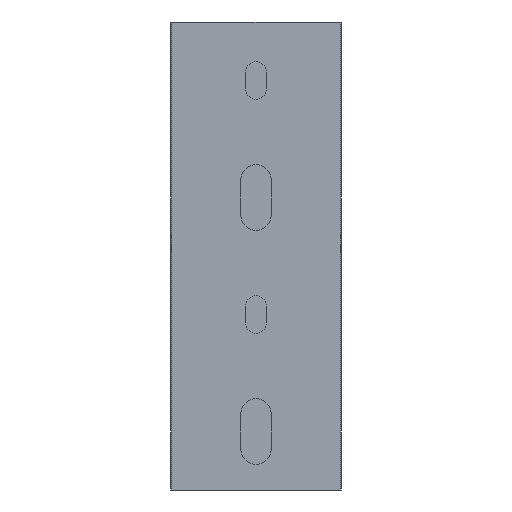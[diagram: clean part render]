
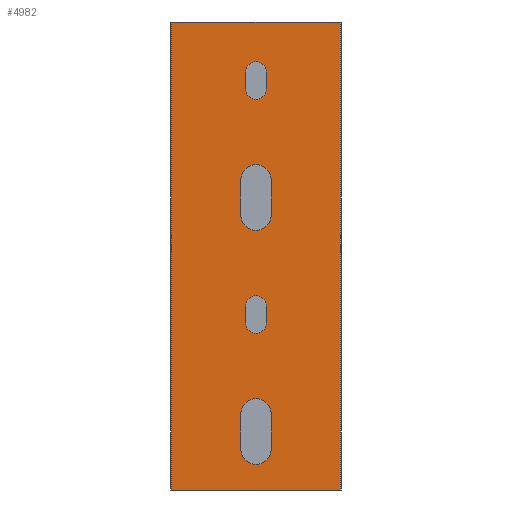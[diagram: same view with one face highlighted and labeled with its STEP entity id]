
A CAD part, front view. The second image highlights one B-rep face of the part: STEP entity #4982.
In plain terms, the highlighted planar face has unit normal (0, -1, 0).
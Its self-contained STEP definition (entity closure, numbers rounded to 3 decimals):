
#1243=DIRECTION('',(1.,0.,0.));
#1244=VECTOR('',#1243,35.9);
#1245=CARTESIAN_POINT('',(-17.95,0.,100.));
#1246=LINE('',#1245,#1244);
#1247=DIRECTION('',(0.,0.,1.));
#1248=VECTOR('',#1247,100.);
#1249=CARTESIAN_POINT('',(17.95,0.,0.));
#1250=LINE('',#1249,#1248);
#1251=DIRECTION('',(-1.,0.,0.));
#1252=VECTOR('',#1251,35.9);
#1253=CARTESIAN_POINT('',(17.95,0.,0.));
#1254=LINE('',#1253,#1252);
#1255=DIRECTION('',(0.,0.,1.));
#1256=VECTOR('',#1255,100.);
#1257=CARTESIAN_POINT('',(-17.95,0.,0.));
#1258=LINE('',#1257,#1256);
#1259=CARTESIAN_POINT('',(0.,0.,8.75));
#1260=DIRECTION('',(0.,1.,0.));
#1261=DIRECTION('',(1.,0.,0.));
#1262=AXIS2_PLACEMENT_3D('',#1259,#1260,#1261);
#1264=DIRECTION('',(0.,0.,-1.));
#1265=VECTOR('',#1264,7.5);
#1266=CARTESIAN_POINT('',(3.25,0.,16.25));
#1267=LINE('',#1266,#1265);
#1268=CARTESIAN_POINT('',(0.,0.,16.25));
#1269=DIRECTION('',(0.,1.,0.));
#1270=DIRECTION('',(-1.,0.,0.));
#1271=AXIS2_PLACEMENT_3D('',#1268,#1269,#1270);
#1273=DIRECTION('',(0.,0.,1.));
#1274=VECTOR('',#1273,7.5);
#1275=CARTESIAN_POINT('',(-3.25,0.,8.75));
#1276=LINE('',#1275,#1274);
#1277=CARTESIAN_POINT('',(0.,0.,35.75));
#1278=DIRECTION('',(0.,1.,0.));
#1279=DIRECTION('',(1.,0.,0.));
#1280=AXIS2_PLACEMENT_3D('',#1277,#1278,#1279);
#1282=DIRECTION('',(0.,0.,-1.));
#1283=VECTOR('',#1282,3.5);
#1284=CARTESIAN_POINT('',(2.25,0.,39.25));
#1285=LINE('',#1284,#1283);
#1286=CARTESIAN_POINT('',(0.,0.,39.25));
#1287=DIRECTION('',(0.,1.,0.));
#1288=DIRECTION('',(-1.,0.,0.));
#1289=AXIS2_PLACEMENT_3D('',#1286,#1287,#1288);
#1291=DIRECTION('',(0.,0.,1.));
#1292=VECTOR('',#1291,3.5);
#1293=CARTESIAN_POINT('',(-2.25,0.,35.75));
#1294=LINE('',#1293,#1292);
#1295=CARTESIAN_POINT('',(0.,0.,58.75));
#1296=DIRECTION('',(0.,1.,0.));
#1297=DIRECTION('',(1.,0.,0.));
#1298=AXIS2_PLACEMENT_3D('',#1295,#1296,#1297);
#1300=DIRECTION('',(0.,0.,-1.));
#1301=VECTOR('',#1300,7.5);
#1302=CARTESIAN_POINT('',(3.25,0.,66.25));
#1303=LINE('',#1302,#1301);
#1304=CARTESIAN_POINT('',(0.,0.,66.25));
#1305=DIRECTION('',(0.,1.,0.));
#1306=DIRECTION('',(-1.,0.,0.));
#1307=AXIS2_PLACEMENT_3D('',#1304,#1305,#1306);
#1309=DIRECTION('',(0.,0.,1.));
#1310=VECTOR('',#1309,7.5);
#1311=CARTESIAN_POINT('',(-3.25,0.,58.75));
#1312=LINE('',#1311,#1310);
#1313=CARTESIAN_POINT('',(0.,0.,85.75));
#1314=DIRECTION('',(0.,1.,0.));
#1315=DIRECTION('',(1.,0.,0.));
#1316=AXIS2_PLACEMENT_3D('',#1313,#1314,#1315);
#1318=DIRECTION('',(0.,0.,-1.));
#1319=VECTOR('',#1318,3.5);
#1320=CARTESIAN_POINT('',(2.25,0.,89.25));
#1321=LINE('',#1320,#1319);
#1322=CARTESIAN_POINT('',(0.,0.,89.25));
#1323=DIRECTION('',(0.,1.,0.));
#1324=DIRECTION('',(-1.,0.,0.));
#1325=AXIS2_PLACEMENT_3D('',#1322,#1323,#1324);
#1327=DIRECTION('',(0.,0.,1.));
#1328=VECTOR('',#1327,3.5);
#1329=CARTESIAN_POINT('',(-2.25,0.,85.75));
#1330=LINE('',#1329,#1328);
#2352=CARTESIAN_POINT('',(-17.95,0.,0.));
#2354=VERTEX_POINT('',#2352);
#2356=CARTESIAN_POINT('',(-17.95,0.,100.));
#2358=VERTEX_POINT('',#2356);
#2364=CARTESIAN_POINT('',(17.95,0.,0.));
#2366=VERTEX_POINT('',#2364);
#2368=CARTESIAN_POINT('',(17.95,0.,100.));
#2370=VERTEX_POINT('',#2368);
#2375=CARTESIAN_POINT('',(3.25,0.,8.75));
#2376=CARTESIAN_POINT('',(-3.25,0.,8.75));
#2377=VERTEX_POINT('',#2375);
#2378=VERTEX_POINT('',#2376);
#2379=CARTESIAN_POINT('',(-3.25,0.,16.25));
#2380=VERTEX_POINT('',#2379);
#2381=CARTESIAN_POINT('',(3.25,0.,16.25));
#2382=VERTEX_POINT('',#2381);
#2383=CARTESIAN_POINT('',(2.25,0.,35.75));
#2384=CARTESIAN_POINT('',(-2.25,0.,35.75));
#2385=VERTEX_POINT('',#2383);
#2386=VERTEX_POINT('',#2384);
#2387=CARTESIAN_POINT('',(-2.25,0.,39.25));
#2388=VERTEX_POINT('',#2387);
#2389=CARTESIAN_POINT('',(2.25,0.,39.25));
#2390=VERTEX_POINT('',#2389);
#2407=CARTESIAN_POINT('',(3.25,0.,58.75));
#2408=CARTESIAN_POINT('',(-3.25,0.,58.75));
#2409=VERTEX_POINT('',#2407);
#2410=VERTEX_POINT('',#2408);
#2411=CARTESIAN_POINT('',(-3.25,0.,66.25));
#2412=VERTEX_POINT('',#2411);
#2413=CARTESIAN_POINT('',(3.25,0.,66.25));
#2414=VERTEX_POINT('',#2413);
#2415=CARTESIAN_POINT('',(2.25,0.,85.75));
#2416=CARTESIAN_POINT('',(-2.25,0.,85.75));
#2417=VERTEX_POINT('',#2415);
#2418=VERTEX_POINT('',#2416);
#2419=CARTESIAN_POINT('',(-2.25,0.,89.25));
#2420=VERTEX_POINT('',#2419);
#2421=CARTESIAN_POINT('',(2.25,0.,89.25));
#2422=VERTEX_POINT('',#2421);
#4930=CARTESIAN_POINT('',(-17.95,0.,0.));
#4931=DIRECTION('',(0.,-1.,0.));
#4932=DIRECTION('',(1.,0.,0.));
#4933=AXIS2_PLACEMENT_3D('',#4930,#4931,#4932);
#4934=PLANE('',#4933);
#4935=ORIENTED_EDGE('',*,*,#3457,.T.);
#4937=ORIENTED_EDGE('',*,*,#4936,.F.);
#4938=ORIENTED_EDGE('',*,*,#3042,.T.);
#4939=ORIENTED_EDGE('',*,*,#4925,.T.);
#4940=EDGE_LOOP('',(#4935,#4937,#4938,#4939));
#4941=FACE_OUTER_BOUND('',#4940,.F.);
#4943=ORIENTED_EDGE('',*,*,#4942,.F.);
#4945=ORIENTED_EDGE('',*,*,#4944,.F.);
#4947=ORIENTED_EDGE('',*,*,#4946,.F.);
#4949=ORIENTED_EDGE('',*,*,#4948,.F.);
#4950=EDGE_LOOP('',(#4943,#4945,#4947,#4949));
#4951=FACE_BOUND('',#4950,.F.);
#4953=ORIENTED_EDGE('',*,*,#4952,.F.);
#4955=ORIENTED_EDGE('',*,*,#4954,.F.);
#4957=ORIENTED_EDGE('',*,*,#4956,.F.);
#4959=ORIENTED_EDGE('',*,*,#4958,.F.);
#4960=EDGE_LOOP('',(#4953,#4955,#4957,#4959));
#4961=FACE_BOUND('',#4960,.F.);
#4963=ORIENTED_EDGE('',*,*,#4962,.F.);
#4965=ORIENTED_EDGE('',*,*,#4964,.F.);
#4967=ORIENTED_EDGE('',*,*,#4966,.F.);
#4969=ORIENTED_EDGE('',*,*,#4968,.F.);
#4970=EDGE_LOOP('',(#4963,#4965,#4967,#4969));
#4971=FACE_BOUND('',#4970,.F.);
#4973=ORIENTED_EDGE('',*,*,#4972,.F.);
#4975=ORIENTED_EDGE('',*,*,#4974,.F.);
#4977=ORIENTED_EDGE('',*,*,#4976,.F.);
#4979=ORIENTED_EDGE('',*,*,#4978,.F.);
#4980=EDGE_LOOP('',(#4973,#4975,#4977,#4979));
#4981=FACE_BOUND('',#4980,.F.);
#1263=CIRCLE('',#1262,3.25);
#1272=CIRCLE('',#1271,3.25);
#1281=CIRCLE('',#1280,2.25);
#1290=CIRCLE('',#1289,2.25);
#1299=CIRCLE('',#1298,3.25);
#1308=CIRCLE('',#1307,3.25);
#1317=CIRCLE('',#1316,2.25);
#1326=CIRCLE('',#1325,2.25);
#3042=EDGE_CURVE('',#2366,#2354,#1254,.T.);
#3457=EDGE_CURVE('',#2358,#2370,#1246,.T.);
#4925=EDGE_CURVE('',#2354,#2358,#1258,.T.);
#4936=EDGE_CURVE('',#2366,#2370,#1250,.T.);
#4942=EDGE_CURVE('',#2377,#2378,#1263,.T.);
#4944=EDGE_CURVE('',#2382,#2377,#1267,.T.);
#4946=EDGE_CURVE('',#2380,#2382,#1272,.T.);
#4948=EDGE_CURVE('',#2378,#2380,#1276,.T.);
#4952=EDGE_CURVE('',#2385,#2386,#1281,.T.);
#4954=EDGE_CURVE('',#2390,#2385,#1285,.T.);
#4956=EDGE_CURVE('',#2388,#2390,#1290,.T.);
#4958=EDGE_CURVE('',#2386,#2388,#1294,.T.);
#4962=EDGE_CURVE('',#2409,#2410,#1299,.T.);
#4964=EDGE_CURVE('',#2414,#2409,#1303,.T.);
#4966=EDGE_CURVE('',#2412,#2414,#1308,.T.);
#4968=EDGE_CURVE('',#2410,#2412,#1312,.T.);
#4972=EDGE_CURVE('',#2417,#2418,#1317,.T.);
#4974=EDGE_CURVE('',#2422,#2417,#1321,.T.);
#4976=EDGE_CURVE('',#2420,#2422,#1326,.T.);
#4978=EDGE_CURVE('',#2418,#2420,#1330,.T.);
#4982=ADVANCED_FACE('',(#4941,#4951,#4961,#4971,#4981),#4934,.T.);
